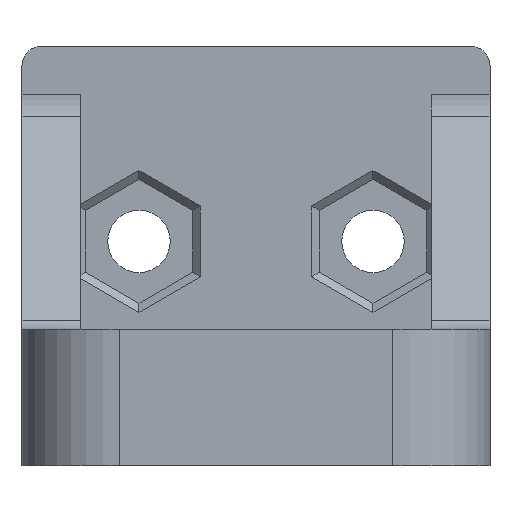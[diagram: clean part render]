
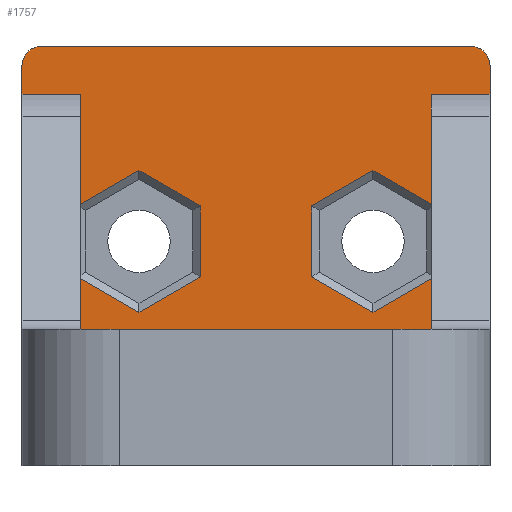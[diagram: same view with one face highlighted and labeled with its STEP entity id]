
A CAD part, left-side view. The second image highlights one B-rep face of the part: STEP entity #1757.
In plain terms, the highlighted planar face has unit normal (-1, 0, 0).
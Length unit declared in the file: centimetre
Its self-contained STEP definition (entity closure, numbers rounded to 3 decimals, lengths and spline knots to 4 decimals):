
#46=PLANE($,#1862);
#132=FACE_OUTER_BOUND($,#229,.T.);
#229=EDGE_LOOP($,(#1231,#1232,#1233,#1234,#1235,#1236,#1237,#1238,#1239,
#1240,#1241,#1242,#1243,#1244,#1245,#1246,#1247,#1248,#1249,#1250,#1251,
#1252));
#348=LINE($,#2518,#558);
#350=LINE($,#2524,#560);
#351=LINE($,#2526,#561);
#352=LINE($,#2528,#562);
#353=LINE($,#2530,#563);
#354=LINE($,#2532,#564);
#355=LINE($,#2534,#565);
#356=LINE($,#2536,#566);
#357=LINE($,#2538,#567);
#358=LINE($,#2540,#568);
#359=LINE($,#2542,#569);
#360=LINE($,#2544,#570);
#361=LINE($,#2546,#571);
#362=LINE($,#2548,#572);
#363=LINE($,#2550,#573);
#364=LINE($,#2552,#574);
#365=LINE($,#2554,#575);
#366=LINE($,#2556,#576);
#367=LINE($,#2560,#577);
#368=LINE($,#2563,#578);
#558=VECTOR($,#2012,0.3);
#560=VECTOR($,#2018,0.5653);
#561=VECTOR($,#2019,0.3464);
#562=VECTOR($,#2020,0.3635);
#563=VECTOR($,#2021,0.3635);
#564=VECTOR($,#2022,0.3635);
#565=VECTOR($,#2023,0.3464);
#566=VECTOR($,#2024,0.2597);
#567=VECTOR($,#2025,1.8);
#568=VECTOR($,#2026,0.2597);
#569=VECTOR($,#2027,0.3464);
#570=VECTOR($,#2028,0.3635);
#571=VECTOR($,#2029,0.3635);
#572=VECTOR($,#2030,0.3635);
#573=VECTOR($,#2031,0.3464);
#574=VECTOR($,#2032,0.5653);
#575=VECTOR($,#2033,0.3);
#576=VECTOR($,#2034,0.1444);
#577=VECTOR($,#2037,2.2);
#578=VECTOR($,#2040,0.1444);
#770=CIRCLE($,#1863,0.1);
#771=CIRCLE($,#1864,0.1);
#806=VERTEX_POINT($,#2515);
#807=VERTEX_POINT($,#2517);
#809=VERTEX_POINT($,#2523);
#810=VERTEX_POINT($,#2525);
#811=VERTEX_POINT($,#2527);
#812=VERTEX_POINT($,#2529);
#813=VERTEX_POINT($,#2531);
#814=VERTEX_POINT($,#2533);
#815=VERTEX_POINT($,#2535);
#816=VERTEX_POINT($,#2537);
#817=VERTEX_POINT($,#2539);
#818=VERTEX_POINT($,#2541);
#819=VERTEX_POINT($,#2543);
#820=VERTEX_POINT($,#2545);
#821=VERTEX_POINT($,#2547);
#822=VERTEX_POINT($,#2549);
#823=VERTEX_POINT($,#2551);
#824=VERTEX_POINT($,#2553);
#825=VERTEX_POINT($,#2555);
#826=VERTEX_POINT($,#2557);
#827=VERTEX_POINT($,#2559);
#828=VERTEX_POINT($,#2561);
#971=EDGE_CURVE($,#806,#807,#348,.T.);
#974=EDGE_CURVE($,#806,#809,#350,.T.);
#975=EDGE_CURVE($,#810,#809,#351,.T.);
#976=EDGE_CURVE($,#811,#810,#352,.T.);
#977=EDGE_CURVE($,#812,#811,#353,.T.);
#978=EDGE_CURVE($,#813,#812,#354,.T.);
#979=EDGE_CURVE($,#814,#813,#355,.T.);
#980=EDGE_CURVE($,#814,#815,#356,.T.);
#981=EDGE_CURVE($,#816,#815,#357,.T.);
#982=EDGE_CURVE($,#816,#817,#358,.T.);
#983=EDGE_CURVE($,#818,#817,#359,.T.);
#984=EDGE_CURVE($,#819,#818,#360,.T.);
#985=EDGE_CURVE($,#820,#819,#361,.T.);
#986=EDGE_CURVE($,#821,#820,#362,.T.);
#987=EDGE_CURVE($,#822,#821,#363,.T.);
#988=EDGE_CURVE($,#822,#823,#364,.T.);
#989=EDGE_CURVE($,#824,#823,#365,.T.);
#990=EDGE_CURVE($,#825,#824,#366,.F.);
#991=EDGE_CURVE($,#826,#825,#770,.T.);
#992=EDGE_CURVE($,#826,#827,#367,.T.);
#993=EDGE_CURVE($,#828,#827,#771,.T.);
#994=EDGE_CURVE($,#828,#807,#368,.T.);
#1231=ORIENTED_EDGE($,*,*,#971,.F.);
#1232=ORIENTED_EDGE($,*,*,#974,.T.);
#1233=ORIENTED_EDGE($,*,*,#975,.F.);
#1234=ORIENTED_EDGE($,*,*,#976,.F.);
#1235=ORIENTED_EDGE($,*,*,#977,.F.);
#1236=ORIENTED_EDGE($,*,*,#978,.F.);
#1237=ORIENTED_EDGE($,*,*,#979,.F.);
#1238=ORIENTED_EDGE($,*,*,#980,.T.);
#1239=ORIENTED_EDGE($,*,*,#981,.F.);
#1240=ORIENTED_EDGE($,*,*,#982,.T.);
#1241=ORIENTED_EDGE($,*,*,#983,.F.);
#1242=ORIENTED_EDGE($,*,*,#984,.F.);
#1243=ORIENTED_EDGE($,*,*,#985,.F.);
#1244=ORIENTED_EDGE($,*,*,#986,.F.);
#1245=ORIENTED_EDGE($,*,*,#987,.F.);
#1246=ORIENTED_EDGE($,*,*,#988,.T.);
#1247=ORIENTED_EDGE($,*,*,#989,.F.);
#1248=ORIENTED_EDGE($,*,*,#990,.F.);
#1249=ORIENTED_EDGE($,*,*,#991,.F.);
#1250=ORIENTED_EDGE($,*,*,#992,.T.);
#1251=ORIENTED_EDGE($,*,*,#993,.F.);
#1252=ORIENTED_EDGE($,*,*,#994,.T.);
#1757=ADVANCED_FACE($,(#132),#46,.F.);
#1862=AXIS2_PLACEMENT_3D($,#2522,#2016,#2017);
#1863=AXIS2_PLACEMENT_3D($,#2558,#2035,#2036);
#1864=AXIS2_PLACEMENT_3D($,#2562,#2038,#2039);
#2012=DIRECTION($,(0.,1.,0.));
#2016=DIRECTION('center_axis',(1.,0.,0.));
#2017=DIRECTION('ref_axis',(0.,0.,1.));
#2018=DIRECTION($,(0.,0.,-1.));
#2019=DIRECTION($,(0.,0.866,-0.5));
#2020=DIRECTION($,(0.,0.866,0.5));
#2021=DIRECTION($,(0.,0.,1.));
#2022=DIRECTION($,(0.,-0.866,0.5));
#2023=DIRECTION($,(0.,-0.866,-0.5));
#2024=DIRECTION($,(0.,0.,-1.));
#2025=DIRECTION($,(0.,1.,0.));
#2026=DIRECTION($,(0.,0.,1.));
#2027=DIRECTION($,(0.,-0.866,0.5));
#2028=DIRECTION($,(0.,-0.866,-0.5));
#2029=DIRECTION($,(0.,0.,-1.));
#2030=DIRECTION($,(0.,0.866,-0.5));
#2031=DIRECTION($,(0.,0.866,0.5));
#2032=DIRECTION($,(0.,0.,1.));
#2033=DIRECTION($,(0.,1.,0.));
#2034=DIRECTION($,(0.,0.,1.));
#2035=DIRECTION('center_axis',(1.,0.,0.));
#2036=DIRECTION('ref_axis',(0.,-0.707,0.707));
#2037=DIRECTION($,(0.,1.,0.));
#2038=DIRECTION('center_axis',(1.,0.,0.));
#2039=DIRECTION('ref_axis',(0.,0.707,0.707));
#2040=DIRECTION($,(0.,0.,-1.));
#2515=CARTESIAN_POINT('',(-6.4,10.1,1.9056));
#2517=CARTESIAN_POINT('',(-6.4,10.4,1.9056));
#2518=CARTESIAN_POINT($,(-6.4,9.25,1.9056));
#2522=CARTESIAN_POINT('Origin',(-6.4,8.1,2.15));
#2523=CARTESIAN_POINT('',(-6.4,10.1,1.3403));
#2524=CARTESIAN_POINT($,(-6.4,10.1,1.5875));
#2525=CARTESIAN_POINT('',(-6.4,9.8,1.5135));
#2526=CARTESIAN_POINT($,(-6.4,9.1721,1.876));
#2527=CARTESIAN_POINT('',(-6.4,9.4852,1.3317));
#2528=CARTESIAN_POINT($,(-6.4,9.2903,1.2192));
#2529=CARTESIAN_POINT('',(-6.4,9.4852,0.9683));
#2530=CARTESIAN_POINT($,(-6.4,9.4852,1.7293));
#2531=CARTESIAN_POINT('',(-6.4,9.8,0.7865));
#2532=CARTESIAN_POINT($,(-6.4,8.7199,1.4101));
#2533=CARTESIAN_POINT('',(-6.4,10.1,0.9597));
#2534=CARTESIAN_POINT($,(-6.4,9.4677,0.5947));
#2535=CARTESIAN_POINT('',(-6.4,10.1,0.7));
#2536=CARTESIAN_POINT($,(-6.4,10.1,1.5875));
#2537=CARTESIAN_POINT('',(-6.4,8.3,0.7));
#2538=CARTESIAN_POINT($,(-6.4,8.1,0.7));
#2539=CARTESIAN_POINT('',(-6.4,8.3,0.9597));
#2540=CARTESIAN_POINT($,(-6.4,8.3,1.5875));
#2541=CARTESIAN_POINT('',(-6.4,8.6,0.7865));
#2542=CARTESIAN_POINT($,(-6.4,8.1073,1.071));
#2543=CARTESIAN_POINT('',(-6.4,8.9148,0.9683));
#2544=CARTESIAN_POINT($,(-6.4,8.8551,0.9338));
#2545=CARTESIAN_POINT('',(-6.4,8.9148,1.3317));
#2546=CARTESIAN_POINT($,(-6.4,8.9148,1.7293));
#2547=CARTESIAN_POINT('',(-6.4,8.6,1.5135));
#2548=CARTESIAN_POINT($,(-6.4,8.2847,1.6955));
#2549=CARTESIAN_POINT('',(-6.4,8.3,1.3403));
#2550=CARTESIAN_POINT($,(-6.4,8.4029,1.3997));
#2551=CARTESIAN_POINT('',(-6.4,8.3,1.9056));
#2552=CARTESIAN_POINT($,(-6.4,8.3,1.5875));
#2553=CARTESIAN_POINT('',(-6.4,8.,1.9056));
#2554=CARTESIAN_POINT($,(-6.4,8.05,1.9056));
#2555=CARTESIAN_POINT('',(-6.4,8.,2.05));
#2556=CARTESIAN_POINT($,(-6.4,8.,1.275));
#2557=CARTESIAN_POINT('',(-6.4,8.1,2.15));
#2558=CARTESIAN_POINT('Origin',(-6.4,8.1,2.05));
#2559=CARTESIAN_POINT('',(-6.4,10.3,2.15));
#2560=CARTESIAN_POINT($,(-6.4,8.1,2.15));
#2561=CARTESIAN_POINT('',(-6.4,10.4,2.05));
#2562=CARTESIAN_POINT('Origin',(-6.4,10.3,2.05));
#2563=CARTESIAN_POINT($,(-6.4,10.4,1.275));
